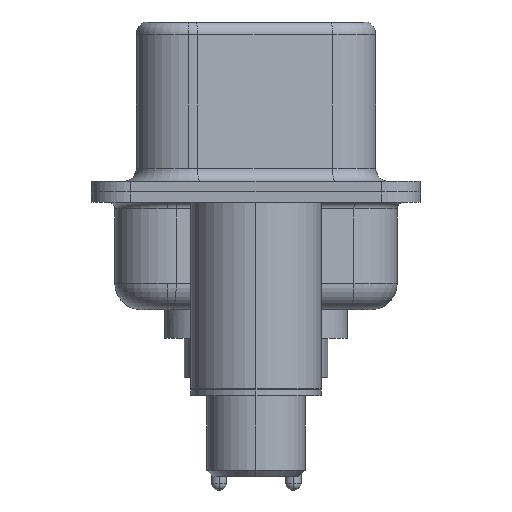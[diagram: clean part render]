
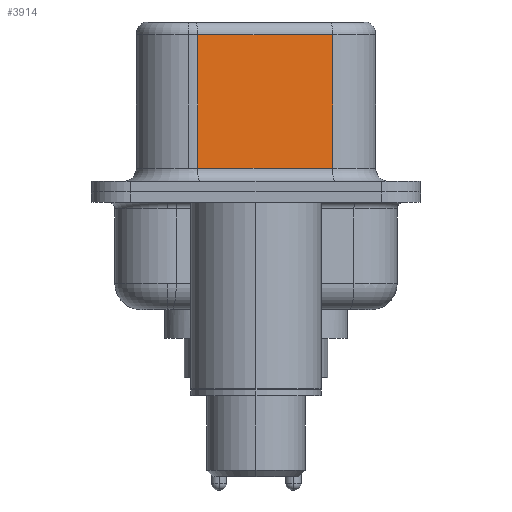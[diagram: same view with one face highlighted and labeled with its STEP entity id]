
A CAD part, left-side view. The second image highlights one B-rep face of the part: STEP entity #3914.
In plain terms, the highlighted planar face has unit normal (-0.985, -0.174, 0).
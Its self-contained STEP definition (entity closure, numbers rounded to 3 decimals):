
#24 = LINE ( 'NONE', #9645, #12940 ) ;
#299 = CARTESIAN_POINT ( 'NONE',  ( 4.565, -2.927, 6.52 ) ) ;
#302 = VERTEX_POINT ( 'NONE', #11276 ) ;
#723 = VERTEX_POINT ( 'NONE', #13837 ) ;
#1277 = VECTOR ( 'NONE', #10178, 1000. ) ;
#2449 = PLANE ( 'NONE',  #11338 ) ;
#2605 = FACE_OUTER_BOUND ( 'NONE', #15860, .T. ) ;
#3375 = CARTESIAN_POINT ( 'NONE',  ( 4.565, -2.927, 0.9 ) ) ;
#3791 = VECTOR ( 'NONE', #4933, 1000. ) ;
#3914 = ADVANCED_FACE ( 'NONE', ( #2605 ), #2449, .F. ) ;
#3967 = CARTESIAN_POINT ( 'NONE',  ( 4.565, -2.927, 6.02 ) ) ;
#4650 = LINE ( 'NONE', #10123, #1277 ) ;
#4917 = VECTOR ( 'NONE', #8264, 1000. ) ;
#4933 = DIRECTION ( 'NONE',  ( 0., 0., -1. ) ) ;
#6019 = ORIENTED_EDGE ( 'NONE', *, *, #11804, .T. ) ;
#7037 = CARTESIAN_POINT ( 'NONE',  ( 4.565, -2.927, 6.02 ) ) ;
#7837 = LINE ( 'NONE', #7037, #4917 ) ;
#8264 = DIRECTION ( 'NONE',  ( -0.174, 0.985, 0. ) ) ;
#8733 = ORIENTED_EDGE ( 'NONE', *, *, #13780, .T. ) ;
#9362 = EDGE_CURVE ( 'NONE', #12606, #14292, #4650, .T. ) ;
#9645 = CARTESIAN_POINT ( 'NONE',  ( 4.565, -2.927, 0.9 ) ) ;
#10123 = CARTESIAN_POINT ( 'NONE',  ( 4.565, -2.927, 6.52 ) ) ;
#10178 = DIRECTION ( 'NONE',  ( 0., 0., -1. ) ) ;
#11276 = CARTESIAN_POINT ( 'NONE',  ( 3.655, 2.233, 0.9 ) ) ;
#11338 = AXIS2_PLACEMENT_3D ( 'NONE', #299, #15042, #13925 ) ;
#11804 = EDGE_CURVE ( 'NONE', #723, #302, #13384, .T. ) ;
#12606 = VERTEX_POINT ( 'NONE', #3967 ) ;
#12940 = VECTOR ( 'NONE', #13407, 1000. ) ;
#13072 = ORIENTED_EDGE ( 'NONE', *, *, #9362, .F. ) ;
#13384 = LINE ( 'NONE', #13668, #3791 ) ;
#13407 = DIRECTION ( 'NONE',  ( 0.174, -0.985, 0. ) ) ;
#13668 = CARTESIAN_POINT ( 'NONE',  ( 3.655, 2.233, 6.52 ) ) ;
#13780 = EDGE_CURVE ( 'NONE', #12606, #723, #7837, .T. ) ;
#13837 = CARTESIAN_POINT ( 'NONE',  ( 3.655, 2.233, 6.02 ) ) ;
#13873 = EDGE_CURVE ( 'NONE', #302, #14292, #24, .T. ) ;
#13925 = DIRECTION ( 'NONE',  ( -0.174, 0.985, 0. ) ) ;
#14042 = ORIENTED_EDGE ( 'NONE', *, *, #13873, .T. ) ;
#14292 = VERTEX_POINT ( 'NONE', #3375 ) ;
#15042 = DIRECTION ( 'NONE',  ( 0.985, 0.174, 0. ) ) ;
#15860 = EDGE_LOOP ( 'NONE', ( #13072, #8733, #6019, #14042 ) ) ;
